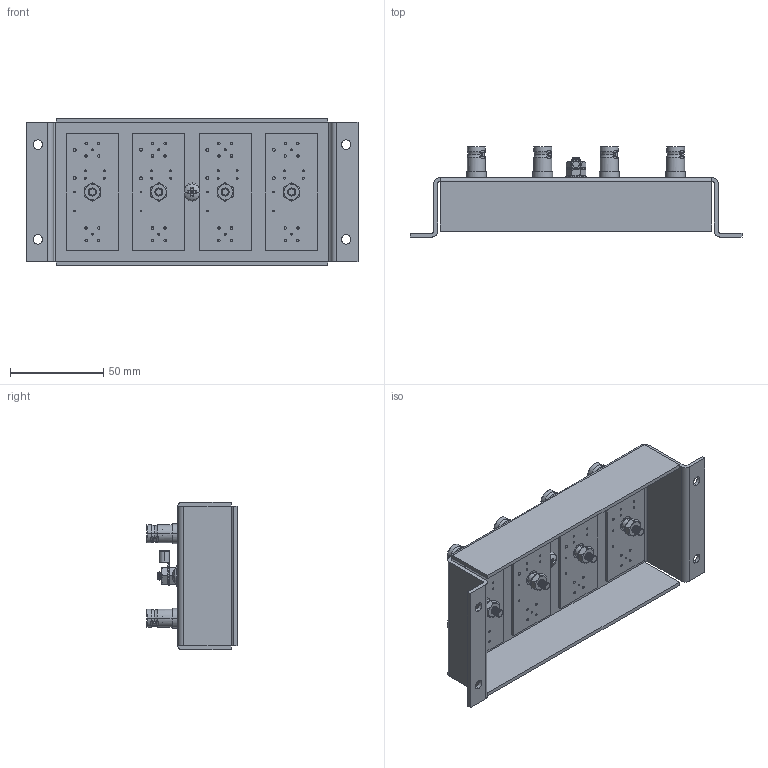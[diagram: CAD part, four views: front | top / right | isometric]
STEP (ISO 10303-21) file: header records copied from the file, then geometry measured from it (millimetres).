
FILE_DESCRIPTION (( 'STEP AP214' ), '1' );
FILE_NAME ('CMSP-VIDEO-4.STEP', '2019-05-13T14:46:53', ( '' ), ( '' ), 'SwSTEP 2.0', 'SolidWorks 2018', '' );
FILE_SCHEMA (( 'AUTOMOTIVE_DESIGN' ));
Length unit declared in the file: inch
Products named in the file (12): 1AJ02-057; 1AJ03-012; XFN-0003; XFW-0004; CMSP-VIDEO-4; 1AG02-010; XFN-0018; XCT-0005; XFS-0016; HYP327 Rev-1; XFW-0002; XFW-0026
Assembly tree (35 placements, depth 2):
  CMSP-VIDEO-4
    1AG02-010
    XFS-0016
    XFW-0004
    XFW-0002
    XFN-0003  x2
    XCT-0005
    1AJ02-057  x4
    1AJ03-012  x8
    XFN-0018  x8
    XFW-0026  x4
    HYP327 Rev-1  x4
Bounding box: 177.8 x 48.35 x 79.03 mm (x, y, z)
Volume: 72252.2 mm3; surface area: 80485.3 mm2
Topology: 35 solids, 35 shells, 2676 faces, 6370 edges, 3817 vertices
Faces by surface type: cone 1070, cylinder 700, plane 673, torus 191, bspline 42
Entity records: 35332 total; most frequent: CARTESIAN_POINT 7670, DIRECTION 4640, ORIENTED_EDGE 4336, EDGE_CURVE 2168, AXIS2_PLACEMENT_3D 1779, VERTEX_POINT 1325, LINE 1082, VECTOR 1082
